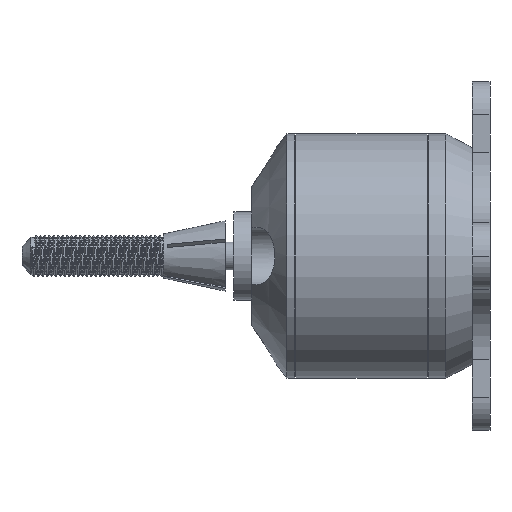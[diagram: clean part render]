
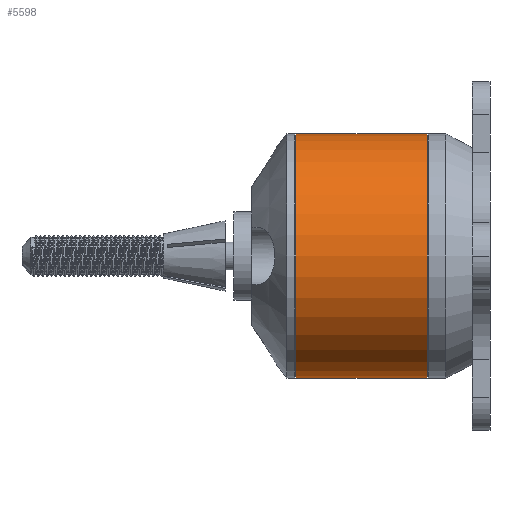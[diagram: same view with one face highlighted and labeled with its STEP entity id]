
A CAD part, left-side view. The second image highlights one B-rep face of the part: STEP entity #5598.
In plain terms, the highlighted cylindrical face has radius 13.85 mm (diameter 27.7 mm), a partial arc.
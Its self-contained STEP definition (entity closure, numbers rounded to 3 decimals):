
#259 = CARTESIAN_POINT ( 'NONE',  ( 0., 20., 13.85 ) ) ;
#325 = LINE ( 'NONE', #1081, #13076 ) ;
#358 = DIRECTION ( 'NONE',  ( 0., -1., 0. ) ) ;
#840 = LINE ( 'NONE', #3005, #4954 ) ;
#1037 = CARTESIAN_POINT ( 'NONE',  ( 0., 5.1, 0. ) ) ;
#1081 = CARTESIAN_POINT ( 'NONE',  ( 0., 25., 13.85 ) ) ;
#3005 = CARTESIAN_POINT ( 'NONE',  ( 0., 25., -13.85 ) ) ;
#3052 = VERTEX_POINT ( 'NONE', #6865 ) ;
#3439 = DIRECTION ( 'NONE',  ( 0., -1., 0. ) ) ;
#3870 = ORIENTED_EDGE ( 'NONE', *, *, #13029, .F. ) ;
#3928 = ORIENTED_EDGE ( 'NONE', *, *, #11534, .T. ) ;
#4379 = EDGE_CURVE ( 'NONE', #6991, #11817, #840, .T. ) ;
#4820 = DIRECTION ( 'NONE',  ( 0., 0., -1. ) ) ;
#4954 = VECTOR ( 'NONE', #358, 1000. ) ;
#5036 = CIRCLE ( 'NONE', #13999, 13.85 ) ;
#5126 = CARTESIAN_POINT ( 'NONE',  ( 0., 20., 0. ) ) ;
#5598 = ADVANCED_FACE ( 'NONE', ( #10125 ), #6478, .T. ) ;
#5760 = DIRECTION ( 'NONE',  ( 0., 0., -1. ) ) ;
#6236 = EDGE_CURVE ( 'NONE', #3052, #11817, #10315, .T. ) ;
#6286 = CARTESIAN_POINT ( 'NONE',  ( 0., 5.1, -13.85 ) ) ;
#6478 = CYLINDRICAL_SURFACE ( 'NONE', #12247, 13.85 ) ;
#6695 = ORIENTED_EDGE ( 'NONE', *, *, #4379, .T. ) ;
#6865 = CARTESIAN_POINT ( 'NONE',  ( 0., 5.1, 13.85 ) ) ;
#6991 = VERTEX_POINT ( 'NONE', #12703 ) ;
#7866 = VERTEX_POINT ( 'NONE', #259 ) ;
#9488 = ORIENTED_EDGE ( 'NONE', *, *, #6236, .F. ) ;
#10057 = DIRECTION ( 'NONE',  ( 0., 0., -1. ) ) ;
#10125 = FACE_OUTER_BOUND ( 'NONE', #14000, .T. ) ;
#10315 = CIRCLE ( 'NONE', #11444, 13.85 ) ;
#10637 = DIRECTION ( 'NONE',  ( 0., -1., 0. ) ) ;
#11014 = DIRECTION ( 'NONE',  ( 0., -1., 0. ) ) ;
#11444 = AXIS2_PLACEMENT_3D ( 'NONE', #1037, #11014, #4820 ) ;
#11534 = EDGE_CURVE ( 'NONE', #7866, #6991, #5036, .T. ) ;
#11817 = VERTEX_POINT ( 'NONE', #6286 ) ;
#12247 = AXIS2_PLACEMENT_3D ( 'NONE', #15431, #10637, #5760 ) ;
#12440 = DIRECTION ( 'NONE',  ( 0., -1., 0. ) ) ;
#12703 = CARTESIAN_POINT ( 'NONE',  ( 0., 20., -13.85 ) ) ;
#13029 = EDGE_CURVE ( 'NONE', #7866, #3052, #325, .T. ) ;
#13076 = VECTOR ( 'NONE', #3439, 1000. ) ;
#13999 = AXIS2_PLACEMENT_3D ( 'NONE', #5126, #12440, #10057 ) ;
#14000 = EDGE_LOOP ( 'NONE', ( #3870, #3928, #6695, #9488 ) ) ;
#15431 = CARTESIAN_POINT ( 'NONE',  ( 0., 25., 0. ) ) ;
